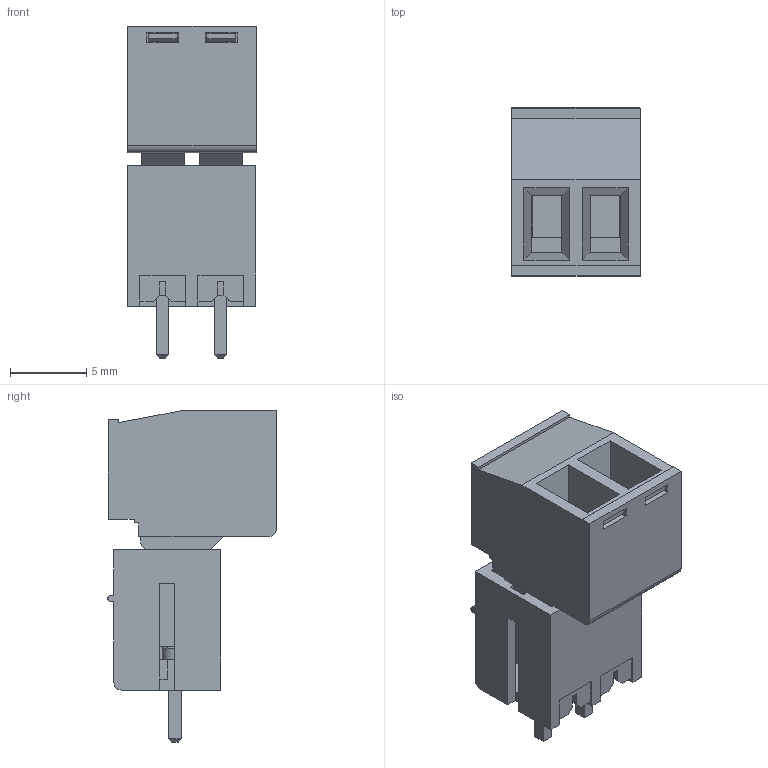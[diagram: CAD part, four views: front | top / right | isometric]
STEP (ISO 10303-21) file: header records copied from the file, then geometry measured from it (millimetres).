
FILE_DESCRIPTION (( 'STEP AP214' ), '1' );
FILE_NAME ('User Library-15EDG-3.81-02P.STEP', '2023-07-03T13:28:54', ( '' ), ( '' ), 'SwSTEP 2.0', 'SolidWorks 2022', '' );
FILE_SCHEMA (( 'AUTOMOTIVE_DESIGN' ));
Length unit declared in the file: millimetre
Products named in the file (3): User Library-15EDG-3.81-02P; 15EDGK-3; 15EDGVC-3
Assembly tree (2 placements, depth 2):
  User Library-15EDG-3.81-02P
    15EDGK-3
    15EDGVC-3
Bounding box: 8.44 x 11.03 x 21.75 mm (x, y, z)
Volume: 998.3 mm3; surface area: 1872.9 mm2
Topology: 2 solids, 2 shells, 321 faces, 841 edges, 542 vertices
Faces by surface type: plane 282, cylinder 31, torus 4, bspline 4
Entity records: 13366 total; most frequent: CARTESIAN_POINT 1781, ORIENTED_EDGE 1682, DIRECTION 1567, EDGE_CURVE 841, VECTOR 751, LINE 751, VERTEX_POINT 542, AXIS2_PLACEMENT_3D 408
